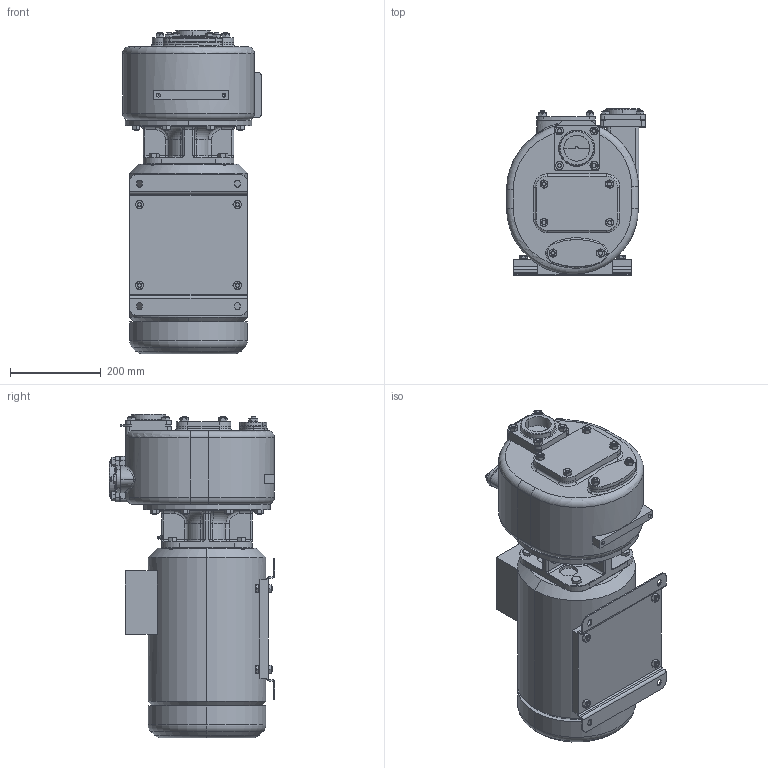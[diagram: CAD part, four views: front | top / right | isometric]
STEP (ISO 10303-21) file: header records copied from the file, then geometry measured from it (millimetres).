
FILE_DESCRIPTION((''),'2;1');
FILE_NAME('S_69_K_T_SW0001','2016-07-07T',('Nicola'),(''),'CREO PARAMETRIC BY PTC INC, 2015290','CREO PARAMETRIC BY PTC INC, 2015290','');
FILE_SCHEMA(('CONFIG_CONTROL_DESIGN'));
Length unit declared in the file: millimetre
Products named in the file (1): S_69_K_T_SW0001
Bounding box: 306.5 x 366 x 713.5 mm (x, y, z)
Volume: 39411029 mm3; surface area: 1299494.6 mm2
Topology: 1 solids, 1 shells, 1472 faces, 3346 edges, 1991 vertices
Faces by surface type: cone 500, plane 486, cylinder 364, torus 59, bspline 57, extrusion 4, sphere 2
Entity records: 62197 total; most frequent: CARTESIAN_POINT 30143, ORIENTED_EDGE 6678, DIRECTION 6624, EDGE_CURVE 3339, AXIS2_PLACEMENT_3D 2793, VERTEX_POINT 1991, EDGE_LOOP 1652, FACE_OUTER_BOUND 1472
